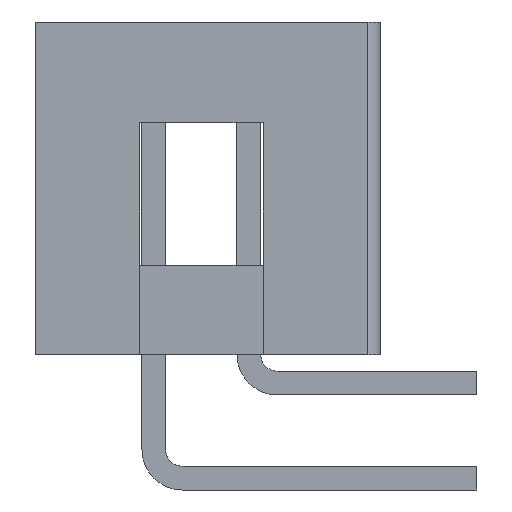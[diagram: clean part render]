
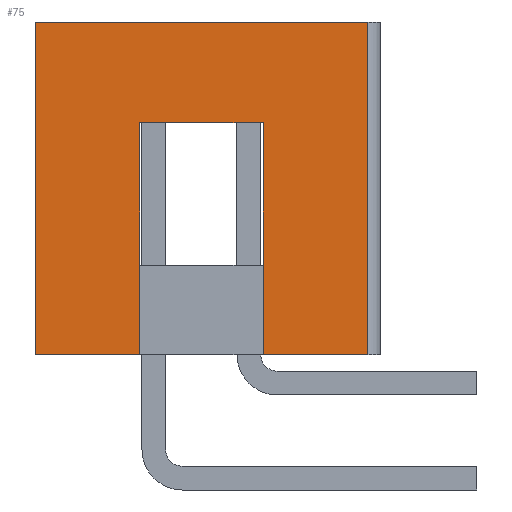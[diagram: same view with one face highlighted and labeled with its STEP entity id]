
A CAD part, left-side view. The second image highlights one B-rep face of the part: STEP entity #75.
In plain terms, the highlighted planar face has unit normal (-1, 0, 0).
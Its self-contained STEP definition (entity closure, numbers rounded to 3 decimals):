
#75=ADVANCED_FACE('',(#242),#243,.F.);
#242=FACE_OUTER_BOUND('',#594,.T.);
#243=PLANE('',#595);
#594=EDGE_LOOP('',(#946,#947,#948,#949,#950,#951,#952,#953));
#595=AXIS2_PLACEMENT_3D('',#954,#955,#956);
#946=ORIENTED_EDGE('',*,*,#2324,.F.);
#947=ORIENTED_EDGE('',*,*,#2325,.F.);
#948=ORIENTED_EDGE('',*,*,#2326,.F.);
#949=ORIENTED_EDGE('',*,*,#2327,.F.);
#950=ORIENTED_EDGE('',*,*,#2328,.F.);
#951=ORIENTED_EDGE('',*,*,#2329,.T.);
#952=ORIENTED_EDGE('',*,*,#2330,.F.);
#953=ORIENTED_EDGE('',*,*,#2331,.F.);
#954=CARTESIAN_POINT('',(-10.16,0.0,0.0));
#955=DIRECTION('',(1.0,0.0,0.0));
#956=DIRECTION('',(0.0,1.0,-0.0));
#2324=EDGE_CURVE('',#2764,#2765,#2766,.T.);
#2325=EDGE_CURVE('',#2767,#2764,#2768,.T.);
#2326=EDGE_CURVE('',#2769,#2767,#2770,.T.);
#2327=EDGE_CURVE('',#2771,#2769,#2772,.T.);
#2328=EDGE_CURVE('',#2773,#2771,#2774,.T.);
#2329=EDGE_CURVE('',#2773,#2775,#2776,.T.);
#2330=EDGE_CURVE('',#2777,#2775,#2778,.T.);
#2331=EDGE_CURVE('',#2765,#2777,#2779,.T.);
#2764=VERTEX_POINT('',#3496);
#2765=VERTEX_POINT('',#3497);
#2766=LINE('',#3498,#3499);
#2767=VERTEX_POINT('',#3500);
#2768=LINE('',#3501,#3502);
#2769=VERTEX_POINT('',#3503);
#2770=LINE('',#3504,#3505);
#2771=VERTEX_POINT('',#3506);
#2772=LINE('',#3507,#3508);
#2773=VERTEX_POINT('',#3509);
#2774=LINE('',#3510,#3511);
#2775=VERTEX_POINT('',#3512);
#2776=LINE('',#3513,#3514);
#2777=VERTEX_POINT('',#3515);
#2778=LINE('',#3516,#3517);
#2779=LINE('',#3518,#3519);
#3496=CARTESIAN_POINT('',(-10.16,0.33,-8.89));
#3497=CARTESIAN_POINT('',(-10.16,3.124,-8.89));
#3498=CARTESIAN_POINT('',(-10.16,0.33,-8.89));
#3499=VECTOR('',#4636,2.794);
#3500=CARTESIAN_POINT('',(-10.16,0.33,0.0));
#3501=CARTESIAN_POINT('',(-10.16,0.33,0.0));
#3502=VECTOR('',#4637,8.89);
#3503=CARTESIAN_POINT('',(-10.16,9.22,0.0));
#3504=CARTESIAN_POINT('',(-10.16,9.22,0.0));
#3505=VECTOR('',#4638,8.89);
#3506=CARTESIAN_POINT('',(-10.16,9.22,-8.89));
#3507=CARTESIAN_POINT('',(-10.16,9.22,-8.89));
#3508=VECTOR('',#4639,8.89);
#3509=CARTESIAN_POINT('',(-10.16,6.426,-8.89));
#3510=CARTESIAN_POINT('',(-10.16,6.426,-8.89));
#3511=VECTOR('',#4640,2.794);
#3512=CARTESIAN_POINT('',(-10.16,6.426,-2.69));
#3513=CARTESIAN_POINT('',(-10.16,6.426,-8.89));
#3514=VECTOR('',#4641,6.2);
#3515=CARTESIAN_POINT('',(-10.16,3.124,-2.69));
#3516=CARTESIAN_POINT('',(-10.16,3.124,-2.69));
#3517=VECTOR('',#4642,3.302);
#3518=CARTESIAN_POINT('',(-10.16,3.124,-8.89));
#3519=VECTOR('',#4643,6.2);
#4636=DIRECTION('',(0.0,1.0,0.0));
#4637=DIRECTION('',(0.0,0.0,-1.0));
#4638=DIRECTION('',(0.0,-1.0,0.0));
#4639=DIRECTION('',(0.0,0.0,1.0));
#4640=DIRECTION('',(0.0,1.0,0.0));
#4641=DIRECTION('',(0.0,0.0,1.0));
#4642=DIRECTION('',(0.0,1.0,0.0));
#4643=DIRECTION('',(0.0,0.0,1.0));
